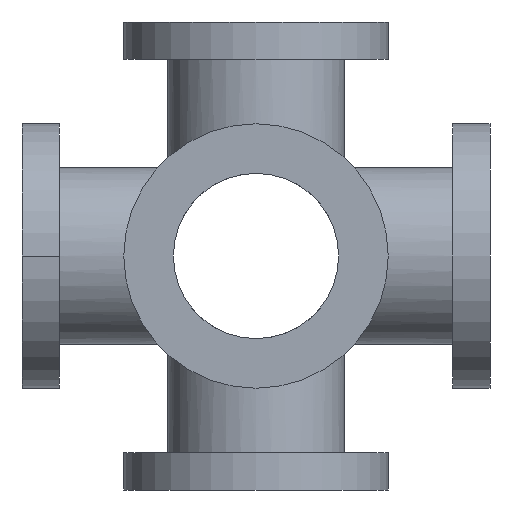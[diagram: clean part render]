
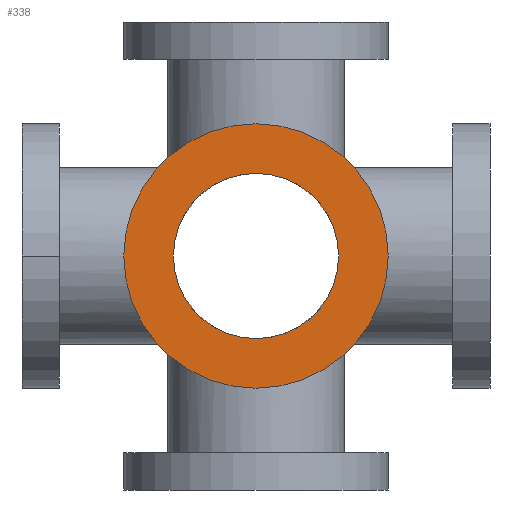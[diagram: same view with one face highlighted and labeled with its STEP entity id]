
A CAD part, front view. The second image highlights one B-rep face of the part: STEP entity #338.
In plain terms, the highlighted planar face has unit normal (0, -1, 0).
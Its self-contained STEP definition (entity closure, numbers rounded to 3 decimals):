
#112=CARTESIAN_POINT('POINT10',(-47.625,-134.874,0.));
#113=VERTEX_POINT('VERTEX10',#112);
#120=CARTESIAN_POINT('POINT11',(47.625,-134.874,0.));
#121=VERTEX_POINT('VERTEX11',#120);
#122=CARTESIAN_POINT('POS15',(0.,-134.874,0.));
#123=DIRECTION('DIR26',(0.,-1.,0.));
#124=DIRECTION('DIR27',(1.,0.,0.));
#125=AXIS2_PLACEMENT_3D('AXIS12',#122,#123,#124);
#126=CIRCLE('ELLIPSE10',#125,47.625);
#127=EDGE_CURVE('EDGE13',#113,#121,#126,.T.);
#303=CARTESIAN_POINT('POINT23',(76.2,-134.874,0.));
#304=VERTEX_POINT('VERTEX23',#303);
#305=CARTESIAN_POINT('POINT24',(-76.2,-134.874,0.));
#306=VERTEX_POINT('VERTEX24',#305);
#307=CARTESIAN_POINT('POS36',(0.,-134.874,0.));
#308=DIRECTION('DIR61',(0.,-1.,0.));
#309=DIRECTION('DIR62',(-1.,0.,0.));
#310=AXIS2_PLACEMENT_3D('AXIS26',#307,#308,#309);
#311=CIRCLE('ELLIPSE19',#310,76.2);
#312=EDGE_CURVE('EDGE29',#304,#306,#311,.T.);
#313=ORIENTED_EDGE('COEDGE43',*,*,#312,.T.);
#314=CARTESIAN_POINT('POS37',(0.,-134.874,0.));
#315=DIRECTION('DIR63',(0.,-1.,0.));
#316=DIRECTION('DIR64',(-1.,0.,0.));
#317=AXIS2_PLACEMENT_3D('AXIS27',#314,#315,#316);
#318=CIRCLE('ELLIPSE20',#317,76.2);
#319=EDGE_CURVE('EDGE30',#306,#304,#318,.T.);
#320=ORIENTED_EDGE('COEDGE44',*,*,#319,.T.);
#321=EDGE_LOOP('NONE',(#313,#320));
#322=FACE_BOUND('LOOP1',#321,.T.);
#323=ORIENTED_EDGE('COEDGE45',*,*,#127,.F.);
#324=CARTESIAN_POINT('POS38',(0.,-134.874,0.));
#325=DIRECTION('DIR65',(0.,-1.,0.));
#326=DIRECTION('DIR66',(1.,0.,0.));
#327=AXIS2_PLACEMENT_3D('AXIS28',#324,#325,#326);
#328=CIRCLE('ELLIPSE21',#327,47.625);
#329=EDGE_CURVE('EDGE31',#121,#113,#328,.T.);
#330=ORIENTED_EDGE('COEDGE46',*,*,#329,.F.);
#331=EDGE_LOOP('NONE',(#323,#330));
#332=FACE_BOUND('LOOP1',#331,.T.);
#333=CARTESIAN_POINT('POS39',(0.,-134.874,0.));
#334=DIRECTION('DIR67',(0.,-1.,0.));
#335=DIRECTION('DIR68',(1.,0.,0.));
#336=AXIS2_PLACEMENT_3D('AXIS29',#333,#334,#335);
#337=PLANE('PLANE2',#336);
#338=ADVANCED_FACE('FACE8',(#322,#332),#337,.T.);
